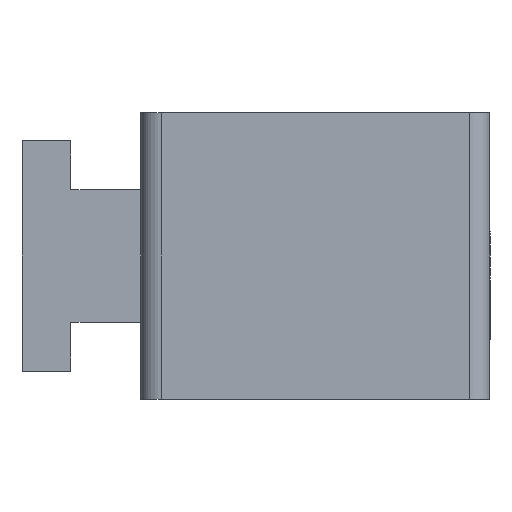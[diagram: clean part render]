
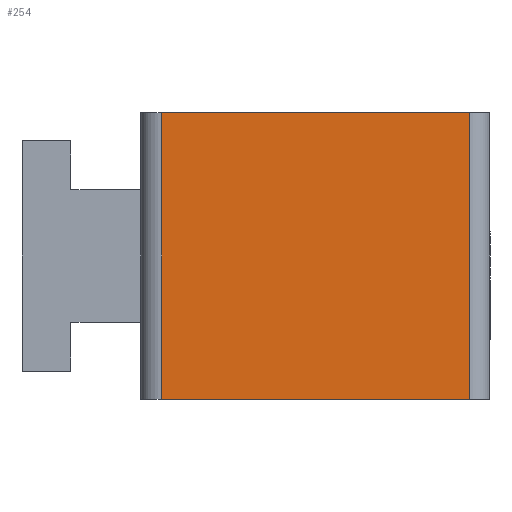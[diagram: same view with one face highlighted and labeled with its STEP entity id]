
A CAD part, left-side view. The second image highlights one B-rep face of the part: STEP entity #254.
In plain terms, the highlighted planar face has unit normal (-1, 0, 0).
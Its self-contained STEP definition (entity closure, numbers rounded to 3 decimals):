
#68 = ORIENTED_EDGE ( 'NONE', *, *, #444, .F. ) ;
#91 = DIRECTION ( 'NONE',  ( 0., 1., 0. ) ) ;
#99 = VERTEX_POINT ( 'NONE', #1049 ) ;
#160 = VERTEX_POINT ( 'NONE', #1722 ) ;
#177 = DIRECTION ( 'NONE',  ( 0., 1., 0. ) ) ;
#213 = CARTESIAN_POINT ( 'NONE',  ( -310.5, 3., -20.5 ) ) ;
#254 = ADVANCED_FACE ( 'NONE', ( #369 ), #377, .F. ) ;
#307 = CARTESIAN_POINT ( 'NONE',  ( -310.5, 47., 20.5 ) ) ;
#322 = LINE ( 'NONE', #338, #1210 ) ;
#338 = CARTESIAN_POINT ( 'NONE',  ( -310.5, 3., -20.5 ) ) ;
#369 = FACE_OUTER_BOUND ( 'NONE', #1607, .T. ) ;
#377 = PLANE ( 'NONE',  #1092 ) ;
#393 = VECTOR ( 'NONE', #1376, 1000. ) ;
#444 = EDGE_CURVE ( 'NONE', #99, #1003, #322, .T. ) ;
#455 = CARTESIAN_POINT ( 'NONE',  ( -310.5, 0., -20.5 ) ) ;
#575 = VERTEX_POINT ( 'NONE', #1151 ) ;
#584 = CARTESIAN_POINT ( 'NONE',  ( -310.5, 0., 20.5 ) ) ;
#639 = DIRECTION ( 'NONE',  ( 1., 0., 0. ) ) ;
#837 = DIRECTION ( 'NONE',  ( 0., 0., -1. ) ) ;
#839 = LINE ( 'NONE', #584, #1373 ) ;
#1003 = VERTEX_POINT ( 'NONE', #213 ) ;
#1049 = CARTESIAN_POINT ( 'NONE',  ( -310.5, 3., 20.5 ) ) ;
#1092 = AXIS2_PLACEMENT_3D ( 'NONE', #1295, #639, #91 ) ;
#1136 = DIRECTION ( 'NONE',  ( 0., -1., 0. ) ) ;
#1151 = CARTESIAN_POINT ( 'NONE',  ( -310.5, 47., 20.5 ) ) ;
#1210 = VECTOR ( 'NONE', #837, 1000. ) ;
#1295 = CARTESIAN_POINT ( 'NONE',  ( -310.5, 0., 0. ) ) ;
#1368 = LINE ( 'NONE', #455, #1600 ) ;
#1373 = VECTOR ( 'NONE', #177, 1000. ) ;
#1376 = DIRECTION ( 'NONE',  ( 0., 0., -1. ) ) ;
#1377 = EDGE_CURVE ( 'NONE', #160, #1003, #1368, .T. ) ;
#1384 = ORIENTED_EDGE ( 'NONE', *, *, #1377, .T. ) ;
#1465 = EDGE_CURVE ( 'NONE', #575, #160, #1510, .T. ) ;
#1474 = EDGE_CURVE ( 'NONE', #99, #575, #839, .T. ) ;
#1482 = ORIENTED_EDGE ( 'NONE', *, *, #1465, .T. ) ;
#1510 = LINE ( 'NONE', #307, #393 ) ;
#1597 = ORIENTED_EDGE ( 'NONE', *, *, #1474, .T. ) ;
#1600 = VECTOR ( 'NONE', #1136, 1000. ) ;
#1607 = EDGE_LOOP ( 'NONE', ( #1482, #1384, #68, #1597 ) ) ;
#1722 = CARTESIAN_POINT ( 'NONE',  ( -310.5, 47., -20.5 ) ) ;
